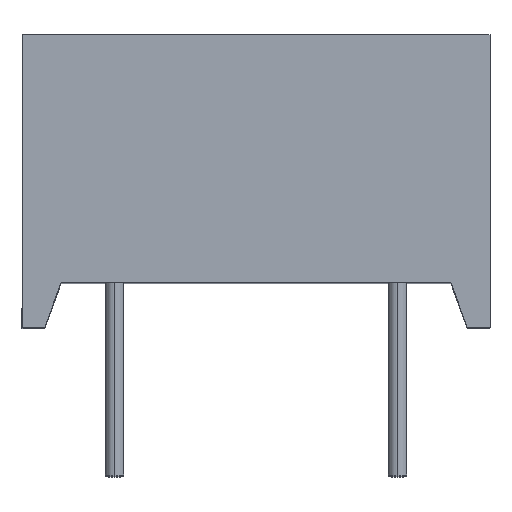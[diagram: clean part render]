
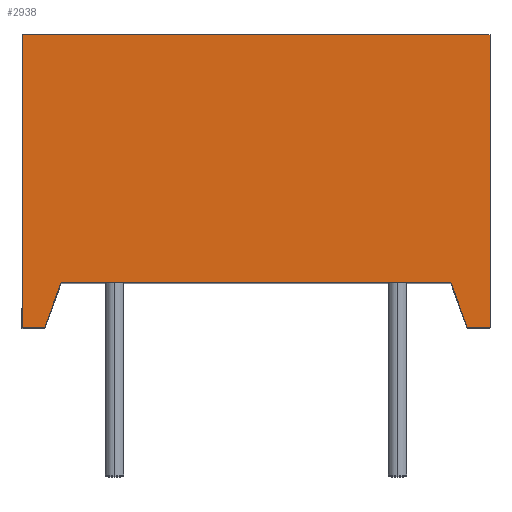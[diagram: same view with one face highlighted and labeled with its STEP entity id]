
A CAD part, top view. The second image highlights one B-rep face of the part: STEP entity #2938.
In plain terms, the highlighted planar face has unit normal (0, 0, 1).
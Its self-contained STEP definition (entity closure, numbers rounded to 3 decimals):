
#1197 = LINE ( 'NONE', #1198, #5215 ) ;
#1198 = CARTESIAN_POINT ( 'NONE',  ( -6.3, -7.87, 9.5 ) ) ;
#1199 = DIRECTION ( 'NONE',  ( 1., 0., 0. ) ) ;
#2938 = ADVANCED_FACE ( 'NONE', ( #11365 ), #7511, .T. ) ;
#3147 = EDGE_CURVE ( 'NONE', #10091, #3593, #11291, .T. ) ;
#3156 = EDGE_CURVE ( 'NONE', #4996, #10118, #11318, .T. ) ;
#3158 = EDGE_CURVE ( 'NONE', #10090, #10119, #11324, .T. ) ;
#3164 = EDGE_CURVE ( 'NONE', #4996, #10099, #11342, .T. ) ;
#3593 = VERTEX_POINT ( 'NONE', #8674 ) ;
#3594 = VERTEX_POINT ( 'NONE', #8675 ) ;
#4094 = LINE ( 'NONE', #4095, #5377 ) ;
#4095 = CARTESIAN_POINT ( 'NONE',  ( -11.697, -6.67, 9.5 ) ) ;
#4096 = DIRECTION ( 'NONE',  ( -1., 0., 0. ) ) ;
#4337 = CARTESIAN_POINT ( 'NONE',  ( 6.3, -7.87, 9.5 ) ) ;
#4339 = CARTESIAN_POINT ( 'NONE',  ( 5.687, -7.87, 9.5 ) ) ;
#4355 = CARTESIAN_POINT ( 'NONE',  ( -5.687, -7.87, 9.5 ) ) ;
#4393 = CARTESIAN_POINT ( 'NONE',  ( -6.3, 0., 9.5 ) ) ;
#4395 = CARTESIAN_POINT ( 'NONE',  ( 6.3, 0., 9.5 ) ) ;
#4608 = LINE ( 'NONE', #4609, #6895 ) ;
#4609 = CARTESIAN_POINT ( 'NONE',  ( -6.3, 0., 9.5 ) ) ;
#4610 = DIRECTION ( 'NONE',  ( 1., 0., 0. ) ) ;
#4668 = LINE ( 'NONE', #4669, #6915 ) ;
#4669 = CARTESIAN_POINT ( 'NONE',  ( -5.125, -6.327, 9.5 ) ) ;
#4670 = DIRECTION ( 'NONE',  ( -0.342, -0.94, 0. ) ) ;
#4996 = VERTEX_POINT ( 'NONE', #6761 ) ;
#5215 = VECTOR ( 'NONE', #1199, 1000. ) ;
#5377 = VECTOR ( 'NONE', #4096, 1000. ) ;
#6173 = EDGE_LOOP ( 'NONE', ( #10514, #10513, #10512, #10515, #10511, #10510, #10509, #10508 ) ) ;
#6761 = CARTESIAN_POINT ( 'NONE',  ( -6.3, -7.87, 9.5 ) ) ;
#6895 = VECTOR ( 'NONE', #4610, 1000. ) ;
#6915 = VECTOR ( 'NONE', #4670, 1000. ) ;
#7511 = PLANE ( 'NONE',  #11367 ) ;
#7512 = CARTESIAN_POINT ( 'NONE',  ( -6.3, -7.87, 9.5 ) ) ;
#7513 = DIRECTION ( 'NONE',  ( 0., 0., 1. ) ) ;
#7514 = DIRECTION ( 'NONE',  ( 1., 0., 0. ) ) ;
#8674 = CARTESIAN_POINT ( 'NONE',  ( 5.25, -6.67, 9.5 ) ) ;
#8675 = CARTESIAN_POINT ( 'NONE',  ( -5.25, -6.67, 9.5 ) ) ;
#9691 = EDGE_CURVE ( 'NONE', #10091, #10090, #1197, .T. ) ;
#9830 = EDGE_CURVE ( 'NONE', #3593, #3594, #4094, .T. ) ;
#10090 = VERTEX_POINT ( 'NONE', #4337 ) ;
#10091 = VERTEX_POINT ( 'NONE', #4339 ) ;
#10099 = VERTEX_POINT ( 'NONE', #4355 ) ;
#10118 = VERTEX_POINT ( 'NONE', #4393 ) ;
#10119 = VERTEX_POINT ( 'NONE', #4395 ) ;
#10357 = VECTOR ( 'NONE', #11344, 1000. ) ;
#10508 = ORIENTED_EDGE ( 'NONE', *, *, #3164, .T. ) ;
#10509 = ORIENTED_EDGE ( 'NONE', *, *, #3156, .F. ) ;
#10510 = ORIENTED_EDGE ( 'NONE', *, *, #11428, .F. ) ;
#10511 = ORIENTED_EDGE ( 'NONE', *, *, #3158, .T. ) ;
#10512 = ORIENTED_EDGE ( 'NONE', *, *, #3147, .F. ) ;
#10513 = ORIENTED_EDGE ( 'NONE', *, *, #9830, .F. ) ;
#10514 = ORIENTED_EDGE ( 'NONE', *, *, #11448, .F. ) ;
#10515 = ORIENTED_EDGE ( 'NONE', *, *, #9691, .T. ) ;
#11291 = LINE ( 'NONE', #11292, #12282 ) ;
#11292 = CARTESIAN_POINT ( 'NONE',  ( 2.389, 1.192, 9.5 ) ) ;
#11293 = DIRECTION ( 'NONE',  ( -0.342, 0.94, 0. ) ) ;
#11318 = LINE ( 'NONE', #11319, #12291 ) ;
#11319 = CARTESIAN_POINT ( 'NONE',  ( -6.3, -7.87, 9.5 ) ) ;
#11320 = DIRECTION ( 'NONE',  ( 0., 1., 0. ) ) ;
#11324 = LINE ( 'NONE', #11325, #12293 ) ;
#11325 = CARTESIAN_POINT ( 'NONE',  ( 6.3, -7.87, 9.5 ) ) ;
#11326 = DIRECTION ( 'NONE',  ( 0., 1., 0. ) ) ;
#11342 = LINE ( 'NONE', #11343, #10357 ) ;
#11343 = CARTESIAN_POINT ( 'NONE',  ( -6.3, -7.87, 9.5 ) ) ;
#11344 = DIRECTION ( 'NONE',  ( 1., 0., 0. ) ) ;
#11365 = FACE_OUTER_BOUND ( 'NONE', #6173, .T. ) ;
#11367 = AXIS2_PLACEMENT_3D ( 'NONE', #7512, #7513, #7514 ) ;
#11428 = EDGE_CURVE ( 'NONE', #10118, #10119, #4608, .T. ) ;
#11448 = EDGE_CURVE ( 'NONE', #3594, #10099, #4668, .T. ) ;
#12282 = VECTOR ( 'NONE', #11293, 1000. ) ;
#12291 = VECTOR ( 'NONE', #11320, 1000. ) ;
#12293 = VECTOR ( 'NONE', #11326, 1000. ) ;
